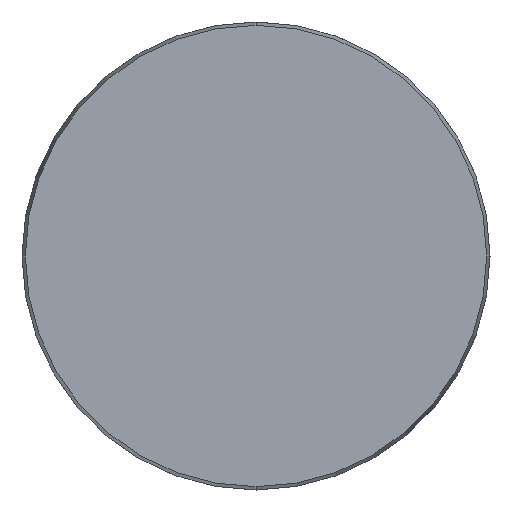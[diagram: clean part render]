
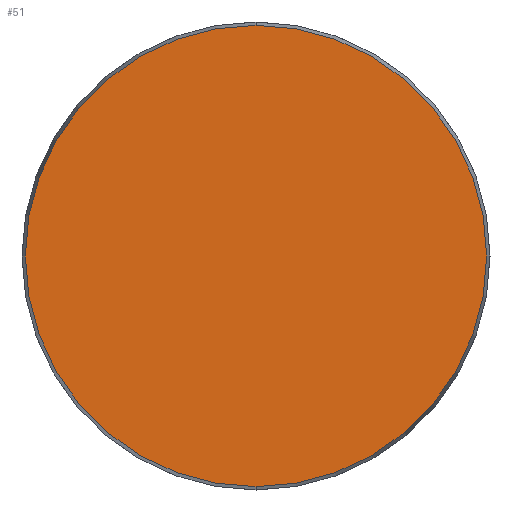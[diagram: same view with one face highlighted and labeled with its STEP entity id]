
A CAD part, front view. The second image highlights one B-rep face of the part: STEP entity #51.
In plain terms, the highlighted planar face has unit normal (0, -1, 0).
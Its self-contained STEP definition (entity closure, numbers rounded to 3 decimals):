
#16 = VERTEX_POINT ( 'NONE', #870 ) ;
#51 = ADVANCED_FACE ( 'NONE', ( #235 ), #155, .F. ) ;
#61 = AXIS2_PLACEMENT_3D ( 'NONE', #557, #134, #697 ) ;
#134 = DIRECTION ( 'NONE',  ( 0., 1., 0. ) ) ;
#150 = DIRECTION ( 'NONE',  ( 0., 0., -1. ) ) ;
#155 = PLANE ( 'NONE',  #61 ) ;
#189 = EDGE_CURVE ( 'NONE', #16, #959, #1002, .T. ) ;
#235 = FACE_OUTER_BOUND ( 'NONE', #998, .T. ) ;
#243 = ORIENTED_EDGE ( 'NONE', *, *, #189, .T. ) ;
#262 = ORIENTED_EDGE ( 'NONE', *, *, #607, .T. ) ;
#475 = AXIS2_PLACEMENT_3D ( 'NONE', #1029, #626, #150 ) ;
#557 = CARTESIAN_POINT ( 'NONE',  ( -59.143, 0., 0. ) ) ;
#593 = DIRECTION ( 'NONE',  ( 0., -1., 0. ) ) ;
#607 = EDGE_CURVE ( 'NONE', #959, #16, #921, .T. ) ;
#626 = DIRECTION ( 'NONE',  ( 0., -1., 0. ) ) ;
#697 = DIRECTION ( 'NONE',  ( 0., 0., 1. ) ) ;
#753 = DIRECTION ( 'NONE',  ( 0., 0., -1. ) ) ;
#870 = CARTESIAN_POINT ( 'NONE',  ( 0., 0., -59.143 ) ) ;
#881 = CARTESIAN_POINT ( 'NONE',  ( 0., 0., 59.143 ) ) ;
#920 = AXIS2_PLACEMENT_3D ( 'NONE', #993, #593, #753 ) ;
#921 = CIRCLE ( 'NONE', #475, 59.143 ) ;
#959 = VERTEX_POINT ( 'NONE', #881 ) ;
#993 = CARTESIAN_POINT ( 'NONE',  ( 0., 0., 0. ) ) ;
#998 = EDGE_LOOP ( 'NONE', ( #262, #243 ) ) ;
#1002 = CIRCLE ( 'NONE', #920, 59.143 ) ;
#1029 = CARTESIAN_POINT ( 'NONE',  ( 0., 0., 0. ) ) ;
